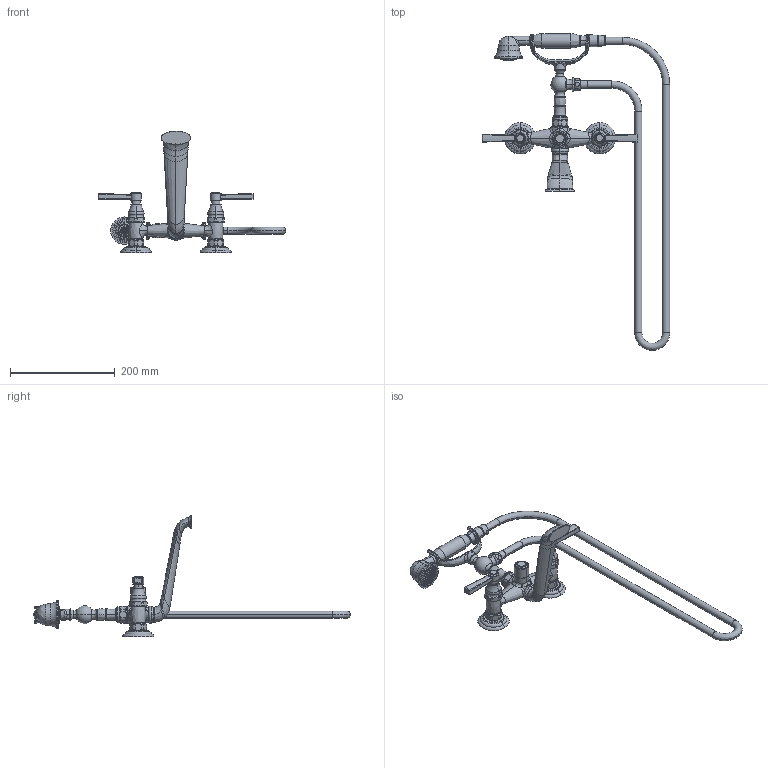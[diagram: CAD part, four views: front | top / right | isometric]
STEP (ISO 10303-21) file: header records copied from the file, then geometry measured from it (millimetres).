
FILE_DESCRIPTION((''),'2;1');
FILE_NAME('910-4283','2021-01-14T14:21:03',('jinson.thomas'),(''),'CREO PARAMETRIC BY PTC INC, 2018400','CREO PARAMETRIC BY PTC INC, 2018400','');
FILE_SCHEMA(('CONFIG_CONTROL_DESIGN'));
Length unit declared in the file: inch
Products named in the file (1): 910-4283
Bounding box: 358.74 x 606.04 x 232.16 mm (x, y, z)
Volume: 813516.1 mm3; surface area: 170838.2 mm2
Topology: 1 solids, 1 shells, 862 faces, 1983 edges, 1215 vertices
Faces by surface type: cylinder 253, bspline 189, plane 158, torus 134, cone 94, sphere 30, extrusion 4
Entity records: 38988 total; most frequent: CARTESIAN_POINT 21142, ORIENTED_EDGE 3958, DIRECTION 3286, EDGE_CURVE 1979, AXIS2_PLACEMENT_3D 1424, VERTEX_POINT 1215, EDGE_LOOP 962, FACE_OUTER_BOUND 862
